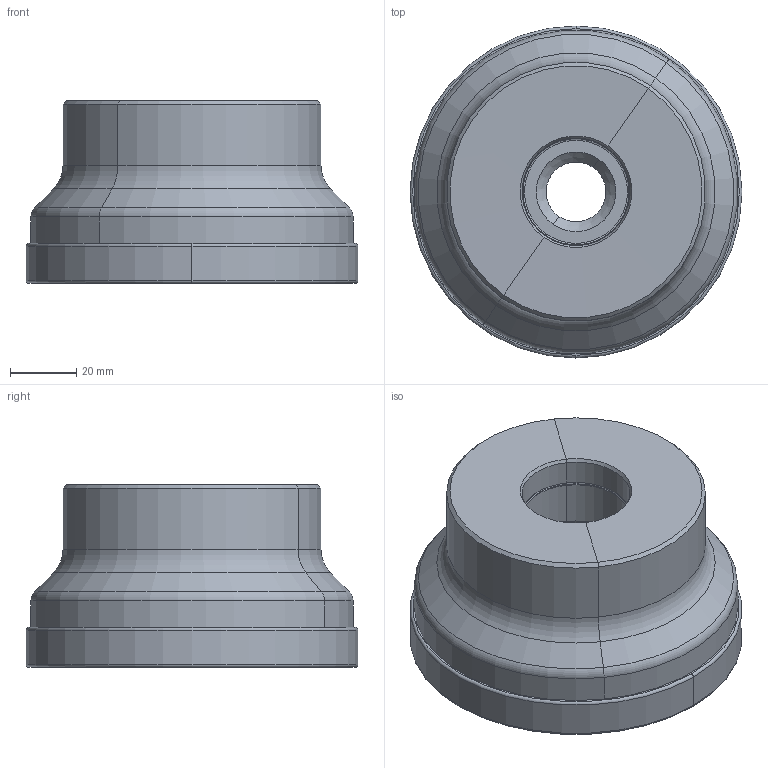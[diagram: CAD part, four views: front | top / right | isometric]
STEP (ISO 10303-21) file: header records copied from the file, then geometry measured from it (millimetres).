
FILE_DESCRIPTION((''),'2;1');
FILE_NAME('607269568-000-00-E43','2019-07-19T14:41:09',('korna'),(''),'CREO PARAMETRIC BY PTC INC, 2018300','CREO PARAMETRIC BY PTC INC, 2018300','');
FILE_SCHEMA(('AP242_MANAGED_MODEL_BASED_3D_ENGINEERING_MIM_LF { 1 0 10303 442 1 1 4 }'));
Length unit declared in the file: millimetre
Products named in the file (1): 607269568-000-00-E43
Bounding box: 100 x 100 x 55 mm (x, y, z)
Volume: 295695.9 mm3; surface area: 33127.3 mm2
Topology: 1 solids, 1 shells, 59 faces, 297 edges, 330 vertices
Faces by surface type: torus 18, cone 18, cylinder 18, plane 5
Entity records: 3700 total; most frequent: CARTESIAN_POINT 751, DIRECTION 470, ORIENTED_EDGE 240, PRESENTATION_STYLE_ASSIGNMENT 232, STYLED_ITEM 220, CURVE_STYLE 219, AXIS2_PLACEMENT_3D 174, VECTOR 122
